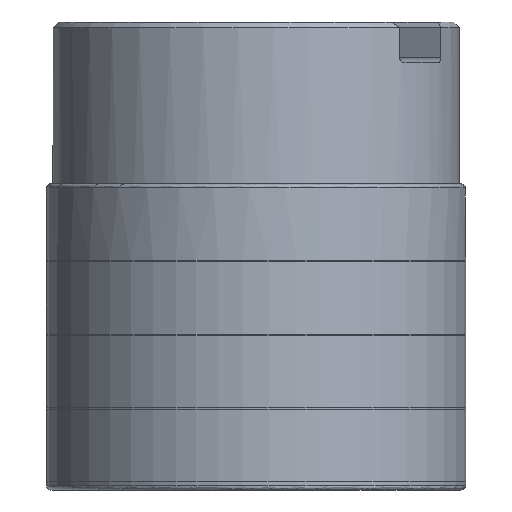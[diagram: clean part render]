
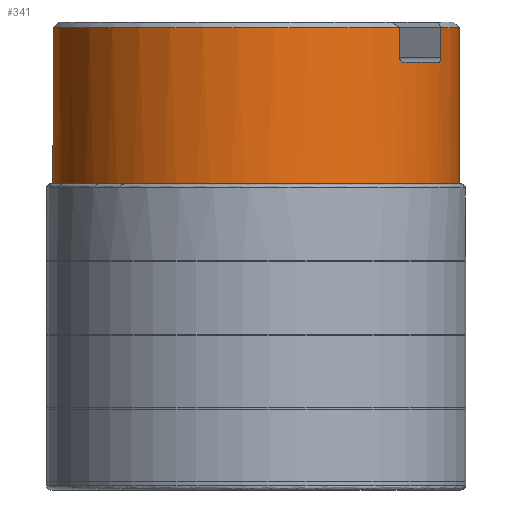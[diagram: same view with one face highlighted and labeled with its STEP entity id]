
A CAD part, front view. The second image highlights one B-rep face of the part: STEP entity #341.
In plain terms, the highlighted cylindrical face has radius 36.973 mm (diameter 73.946 mm), a full revolution.
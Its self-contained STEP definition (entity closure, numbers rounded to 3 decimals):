
#121=CYLINDRICAL_SURFACE('',#1340,36.973);
#171=FACE_BOUND('',#493,.T.);
#172=FACE_BOUND('',#494,.T.);
#278=B_SPLINE_CURVE_WITH_KNOTS('',3,(#1859,#1860,#1861,#1862,#1863,#1864,
#1865,#1866,#1867,#1868,#1869,#1870,#1871,#1872,#1873,#1874),
 .UNSPECIFIED.,.F.,.F.,(4,3,3,3,3,4),(0.,0.218,0.437,
0.655,0.869,1.),.UNSPECIFIED.);
#279=B_SPLINE_CURVE_WITH_KNOTS('',3,(#1878,#1879,#1880,#1881,#1882,#1883,
#1884,#1885,#1886,#1887,#1888,#1889,#1890,#1891,#1892,#1893),
 .UNSPECIFIED.,.F.,.F.,(4,3,3,3,3,4),(0.,0.211,0.422,
0.635,0.85,1.),.UNSPECIFIED.);
#280=B_SPLINE_CURVE_WITH_KNOTS('',3,(#1898,#1899,#1900,#1901,#1902,#1903,
#1904,#1905,#1906,#1907,#1908,#1909,#1910,#1911,#1912,#1913),
 .UNSPECIFIED.,.F.,.F.,(4,3,3,3,3,4),(0.,0.218,0.437,
0.655,0.869,1.),.UNSPECIFIED.);
#281=B_SPLINE_CURVE_WITH_KNOTS('',3,(#1917,#1918,#1919,#1920,#1921,#1922,
#1923,#1924,#1925,#1926,#1927,#1928,#1929,#1930,#1931,#1932),
 .UNSPECIFIED.,.F.,.F.,(4,3,3,3,3,4),(0.,0.211,0.422,
0.635,0.85,1.),.UNSPECIFIED.);
#341=ADVANCED_FACE('',(#171,#172),#121,.T.);
#493=EDGE_LOOP('',(#712,#713,#714,#715,#716,#717,#718,#719,#720,#721,#722,
#723));
#494=EDGE_LOOP('',(#724));
#618=CIRCLE('',#1315,36.973);
#619=CIRCLE('',#1317,36.973);
#629=CIRCLE('',#1336,36.973);
#630=CIRCLE('',#1338,36.973);
#631=CIRCLE('',#1339,36.973);
#712=ORIENTED_EDGE('',*,*,#1112,.F.);
#713=ORIENTED_EDGE('',*,*,#1113,.F.);
#714=ORIENTED_EDGE('',*,*,#1114,.F.);
#715=ORIENTED_EDGE('',*,*,#1115,.F.);
#716=ORIENTED_EDGE('',*,*,#1116,.F.);
#717=ORIENTED_EDGE('',*,*,#1097,.T.);
#718=ORIENTED_EDGE('',*,*,#1117,.F.);
#719=ORIENTED_EDGE('',*,*,#1118,.F.);
#720=ORIENTED_EDGE('',*,*,#1119,.F.);
#721=ORIENTED_EDGE('',*,*,#1120,.F.);
#722=ORIENTED_EDGE('',*,*,#1121,.F.);
#723=ORIENTED_EDGE('',*,*,#1095,.T.);
#724=ORIENTED_EDGE('',*,*,#1111,.T.);
#984=VERTEX_POINT('',#1805);
#985=VERTEX_POINT('',#1807);
#986=VERTEX_POINT('',#1814);
#987=VERTEX_POINT('',#1815);
#998=VERTEX_POINT('',#1855);
#999=VERTEX_POINT('',#1858);
#1000=VERTEX_POINT('',#1875);
#1001=VERTEX_POINT('',#1877);
#1002=VERTEX_POINT('',#1894);
#1003=VERTEX_POINT('',#1897);
#1004=VERTEX_POINT('',#1914);
#1005=VERTEX_POINT('',#1916);
#1006=VERTEX_POINT('',#1933);
#1095=EDGE_CURVE('',#985,#984,#618,.T.);
#1097=EDGE_CURVE('',#986,#987,#619,.T.);
#1111=EDGE_CURVE('',#998,#998,#629,.T.);
#1112=EDGE_CURVE('',#999,#984,#1242,.T.);
#1113=EDGE_CURVE('',#1000,#999,#278,.T.);
#1114=EDGE_CURVE('',#1001,#1000,#630,.T.);
#1115=EDGE_CURVE('',#1002,#1001,#279,.T.);
#1116=EDGE_CURVE('',#986,#1002,#1243,.T.);
#1117=EDGE_CURVE('',#1003,#987,#1244,.T.);
#1118=EDGE_CURVE('',#1004,#1003,#280,.T.);
#1119=EDGE_CURVE('',#1005,#1004,#631,.T.);
#1120=EDGE_CURVE('',#1006,#1005,#281,.T.);
#1121=EDGE_CURVE('',#985,#1006,#1245,.T.);
#1242=LINE('',#1857,#1278);
#1243=LINE('',#1895,#1279);
#1244=LINE('',#1896,#1280);
#1245=LINE('',#1934,#1281);
#1278=VECTOR('',#1509,1.);
#1279=VECTOR('',#1512,1.);
#1280=VECTOR('',#1513,1.);
#1281=VECTOR('',#1516,1.);
#1315=AXIS2_PLACEMENT_3D('',#1806,#1461,#1462);
#1317=AXIS2_PLACEMENT_3D('',#1813,#1465,#1466);
#1336=AXIS2_PLACEMENT_3D('',#1854,#1505,#1506);
#1338=AXIS2_PLACEMENT_3D('',#1876,#1510,#1511);
#1339=AXIS2_PLACEMENT_3D('',#1915,#1514,#1515);
#1340=AXIS2_PLACEMENT_3D('',#1935,#1517,#1518);
#1461=DIRECTION('',(0.,0.,-1.));
#1462=DIRECTION('',(1.,0.,0.));
#1465=DIRECTION('',(0.,0.,-1.));
#1466=DIRECTION('',(1.,0.,0.));
#1505=DIRECTION('',(0.,0.,1.));
#1506=DIRECTION('',(1.,0.,0.));
#1509=DIRECTION('',(0.,0.,1.));
#1510=DIRECTION('',(0.,0.,1.));
#1511=DIRECTION('',(-1.,0.,0.));
#1512=DIRECTION('',(0.,0.,-1.));
#1513=DIRECTION('',(0.,0.,1.));
#1514=DIRECTION('',(0.,0.,1.));
#1515=DIRECTION('',(-1.,0.,0.));
#1516=DIRECTION('',(0.,0.,-1.));
#1517=DIRECTION('',(0.,0.,1.));
#1518=DIRECTION('',(1.,0.,0.));
#1805=CARTESIAN_POINT('',(-33.533,15.573,-1.));
#1806=CARTESIAN_POINT('',(0.,0.,-1.));
#1807=CARTESIAN_POINT('',(26.103,-26.185,-1.));
#1813=CARTESIAN_POINT('',(0.,0.,-1.));
#1814=CARTESIAN_POINT('',(-26.103,26.185,-1.));
#1815=CARTESIAN_POINT('',(33.533,-15.573,-1.));
#1854=CARTESIAN_POINT('',(0.,0.,-79.815));
#1855=CARTESIAN_POINT('',(36.973,0.,-79.815));
#1857=CARTESIAN_POINT('',(-33.533,15.573,0.));
#1858=CARTESIAN_POINT('',(-33.533,15.573,-6.5));
#1859=CARTESIAN_POINT('',(-33.184,16.305,-7.3));
#1860=CARTESIAN_POINT('',(-33.224,16.222,-7.3));
#1861=CARTESIAN_POINT('',(-33.265,16.139,-7.284));
#1862=CARTESIAN_POINT('',(-33.302,16.061,-7.254));
#1863=CARTESIAN_POINT('',(-33.34,15.983,-7.224));
#1864=CARTESIAN_POINT('',(-33.375,15.909,-7.178));
#1865=CARTESIAN_POINT('',(-33.406,15.844,-7.121));
#1866=CARTESIAN_POINT('',(-33.437,15.78,-7.064));
#1867=CARTESIAN_POINT('',(-33.463,15.723,-6.993));
#1868=CARTESIAN_POINT('',(-33.483,15.68,-6.916));
#1869=CARTESIAN_POINT('',(-33.504,15.637,-6.839));
#1870=CARTESIAN_POINT('',(-33.518,15.606,-6.753));
#1871=CARTESIAN_POINT('',(-33.526,15.589,-6.665));
#1872=CARTESIAN_POINT('',(-33.531,15.578,-6.611));
#1873=CARTESIAN_POINT('',(-33.533,15.573,-6.555));
#1874=CARTESIAN_POINT('',(-33.533,15.573,-6.5));
#1875=CARTESIAN_POINT('',(-33.184,16.305,-7.3));
#1876=CARTESIAN_POINT('',(0.,0.,-7.3));
#1877=CARTESIAN_POINT('',(-26.671,25.606,-7.3));
#1878=CARTESIAN_POINT('',(-26.103,26.185,-6.5));
#1879=CARTESIAN_POINT('',(-26.103,26.185,-6.589));
#1880=CARTESIAN_POINT('',(-26.114,26.174,-6.678));
#1881=CARTESIAN_POINT('',(-26.134,26.153,-6.762));
#1882=CARTESIAN_POINT('',(-26.155,26.133,-6.845));
#1883=CARTESIAN_POINT('',(-26.186,26.101,-6.925));
#1884=CARTESIAN_POINT('',(-26.225,26.062,-6.994));
#1885=CARTESIAN_POINT('',(-26.264,26.023,-7.064));
#1886=CARTESIAN_POINT('',(-26.312,25.974,-7.125));
#1887=CARTESIAN_POINT('',(-26.365,25.921,-7.173));
#1888=CARTESIAN_POINT('',(-26.419,25.866,-7.221));
#1889=CARTESIAN_POINT('',(-26.479,25.805,-7.257));
#1890=CARTESIAN_POINT('',(-26.54,25.742,-7.278));
#1891=CARTESIAN_POINT('',(-26.583,25.697,-7.293));
#1892=CARTESIAN_POINT('',(-26.627,25.652,-7.3));
#1893=CARTESIAN_POINT('',(-26.671,25.606,-7.3));
#1894=CARTESIAN_POINT('',(-26.103,26.185,-6.5));
#1895=CARTESIAN_POINT('',(-26.103,26.185,0.));
#1896=CARTESIAN_POINT('',(33.533,-15.573,0.));
#1897=CARTESIAN_POINT('',(33.533,-15.573,-6.5));
#1898=CARTESIAN_POINT('',(33.184,-16.305,-7.3));
#1899=CARTESIAN_POINT('',(33.224,-16.222,-7.3));
#1900=CARTESIAN_POINT('',(33.265,-16.139,-7.284));
#1901=CARTESIAN_POINT('',(33.302,-16.061,-7.254));
#1902=CARTESIAN_POINT('',(33.34,-15.983,-7.224));
#1903=CARTESIAN_POINT('',(33.375,-15.909,-7.178));
#1904=CARTESIAN_POINT('',(33.406,-15.844,-7.121));
#1905=CARTESIAN_POINT('',(33.437,-15.78,-7.064));
#1906=CARTESIAN_POINT('',(33.463,-15.723,-6.993));
#1907=CARTESIAN_POINT('',(33.483,-15.68,-6.916));
#1908=CARTESIAN_POINT('',(33.504,-15.637,-6.839));
#1909=CARTESIAN_POINT('',(33.518,-15.606,-6.753));
#1910=CARTESIAN_POINT('',(33.526,-15.589,-6.665));
#1911=CARTESIAN_POINT('',(33.531,-15.578,-6.611));
#1912=CARTESIAN_POINT('',(33.533,-15.573,-6.555));
#1913=CARTESIAN_POINT('',(33.533,-15.573,-6.5));
#1914=CARTESIAN_POINT('',(33.184,-16.305,-7.3));
#1915=CARTESIAN_POINT('',(0.,0.,-7.3));
#1916=CARTESIAN_POINT('',(26.671,-25.606,-7.3));
#1917=CARTESIAN_POINT('',(26.103,-26.185,-6.5));
#1918=CARTESIAN_POINT('',(26.103,-26.185,-6.589));
#1919=CARTESIAN_POINT('',(26.114,-26.174,-6.678));
#1920=CARTESIAN_POINT('',(26.134,-26.153,-6.762));
#1921=CARTESIAN_POINT('',(26.155,-26.133,-6.845));
#1922=CARTESIAN_POINT('',(26.186,-26.101,-6.925));
#1923=CARTESIAN_POINT('',(26.225,-26.062,-6.994));
#1924=CARTESIAN_POINT('',(26.264,-26.023,-7.064));
#1925=CARTESIAN_POINT('',(26.312,-25.974,-7.125));
#1926=CARTESIAN_POINT('',(26.365,-25.921,-7.173));
#1927=CARTESIAN_POINT('',(26.419,-25.866,-7.221));
#1928=CARTESIAN_POINT('',(26.479,-25.805,-7.257));
#1929=CARTESIAN_POINT('',(26.54,-25.742,-7.278));
#1930=CARTESIAN_POINT('',(26.583,-25.697,-7.293));
#1931=CARTESIAN_POINT('',(26.627,-25.652,-7.3));
#1932=CARTESIAN_POINT('',(26.671,-25.606,-7.3));
#1933=CARTESIAN_POINT('',(26.103,-26.185,-6.5));
#1934=CARTESIAN_POINT('',(26.103,-26.185,0.));
#1935=CARTESIAN_POINT('',(0.,0.,0.));
